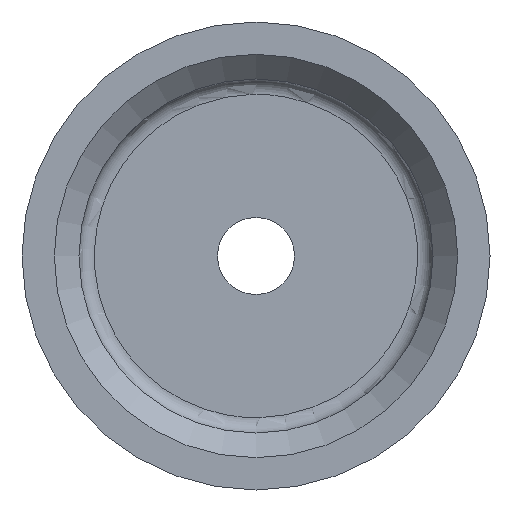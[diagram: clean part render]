
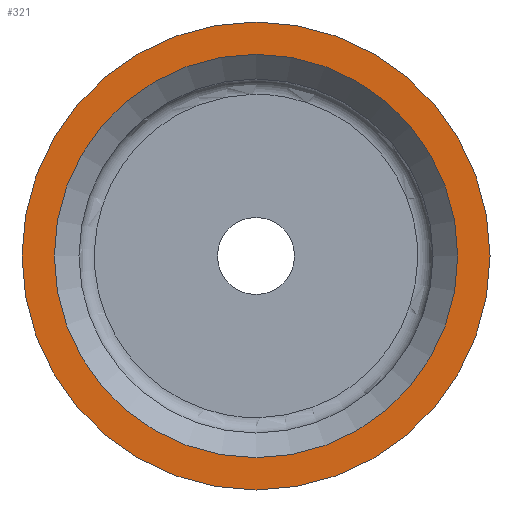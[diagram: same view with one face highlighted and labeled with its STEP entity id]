
A CAD part, front view. The second image highlights one B-rep face of the part: STEP entity #321.
In plain terms, the highlighted planar face has unit normal (0, -1, 0).
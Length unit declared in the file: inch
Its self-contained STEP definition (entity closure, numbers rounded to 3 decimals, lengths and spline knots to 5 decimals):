
#19=FACE_BOUND('',#89,.T.);
#24=PLANE('',#392);
#69=FACE_OUTER_BOUND('',#88,.T.);
#88=EDGE_LOOP('',(#300,#301));
#89=EDGE_LOOP('',(#302,#303));
#104=CIRCLE('',#364,0.29921);
#105=CIRCLE('',#365,0.29921);
#108=CIRCLE('',#369,0.25787);
#109=CIRCLE('',#370,0.25787);
#142=VERTEX_POINT('',#975);
#143=VERTEX_POINT('',#976);
#146=VERTEX_POINT('',#985);
#147=VERTEX_POINT('',#987);
#183=EDGE_CURVE('',#142,#143,#104,.T.);
#185=EDGE_CURVE('',#143,#142,#105,.T.);
#189=EDGE_CURVE('',#146,#147,#108,.T.);
#190=EDGE_CURVE('',#147,#146,#109,.T.);
#300=ORIENTED_EDGE('',*,*,#183,.F.);
#301=ORIENTED_EDGE('',*,*,#185,.F.);
#302=ORIENTED_EDGE('',*,*,#190,.F.);
#303=ORIENTED_EDGE('',*,*,#189,.F.);
#321=ADVANCED_FACE('',(#69,#19),#24,.F.);
#364=AXIS2_PLACEMENT_3D('',#977,#439,#440);
#365=AXIS2_PLACEMENT_3D('',#979,#442,#443);
#369=AXIS2_PLACEMENT_3D('',#988,#451,#452);
#370=AXIS2_PLACEMENT_3D('',#989,#453,#454);
#392=AXIS2_PLACEMENT_3D('',#1028,#502,#503);
#439=DIRECTION('center_axis',(0.,1.,0.));
#440=DIRECTION('ref_axis',(0.,0.,-1.));
#442=DIRECTION('center_axis',(0.,1.,0.));
#443=DIRECTION('ref_axis',(0.,0.,-1.));
#451=DIRECTION('center_axis',(0.,-1.,0.));
#452=DIRECTION('ref_axis',(0.,0.,1.));
#453=DIRECTION('center_axis',(0.,-1.,0.));
#454=DIRECTION('ref_axis',(0.,0.,1.));
#502=DIRECTION('center_axis',(0.,1.,0.));
#503=DIRECTION('ref_axis',(0.,0.,1.));
#975=CARTESIAN_POINT('',(0.,0.09252,-0.29921));
#976=CARTESIAN_POINT('',(0.,0.09252,0.29921));
#977=CARTESIAN_POINT('Origin',(0.,0.09252,0.));
#979=CARTESIAN_POINT('Origin',(0.,0.09252,0.));
#985=CARTESIAN_POINT('',(0.,0.09252,0.25787));
#987=CARTESIAN_POINT('',(0.,0.09252,-0.25787));
#988=CARTESIAN_POINT('Origin',(0.,0.09252,0.));
#989=CARTESIAN_POINT('Origin',(0.,0.09252,0.));
#1028=CARTESIAN_POINT('Origin',(0.80547,0.09252,-0.84646));
